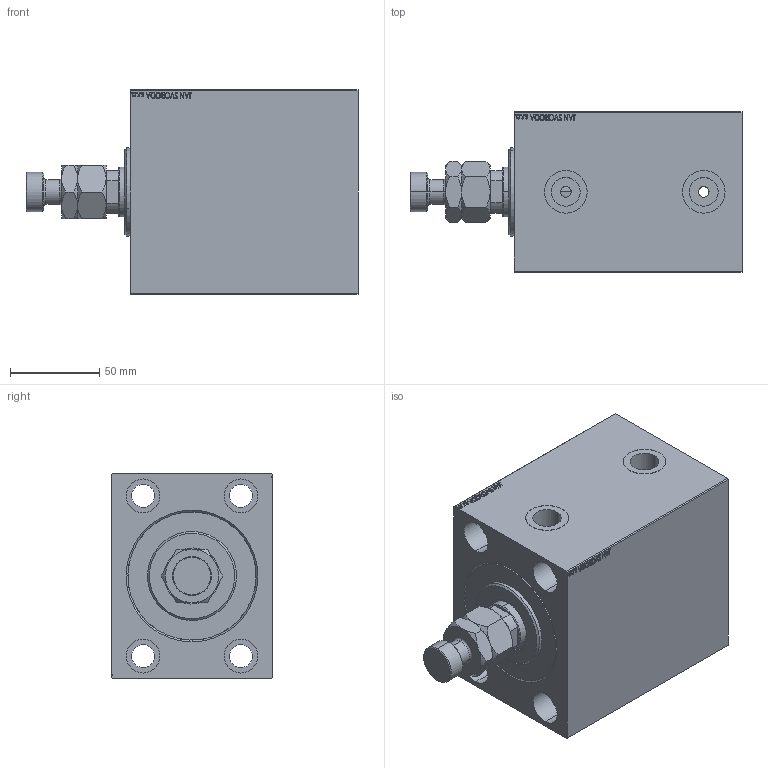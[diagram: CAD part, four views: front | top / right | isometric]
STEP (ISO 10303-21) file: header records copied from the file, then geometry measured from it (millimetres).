
FILE_DESCRIPTION (( 'STEP AP203' ), '1' );
FILE_NAME ('bd0b.STEP', '2022-04-17T05:58:52', ( '' ), ( '' ), 'SwSTEP 2.0', 'SolidWorks 2019', '' );
FILE_SCHEMA (( 'CONFIG_CONTROL_DESIGN' ));
Length unit declared in the file: millimetre
Products named in the file (5): V450CM_C_VCP 951c9e7508168bf4be21b2e5ca98ecbc; V450CM_VC_B 951c9e7508168bf4be21b2e5ca98ecbc; MFA 951c9e7508168bf4be21b2e5ca98ecbc; bd0b; V450CM_C_Body 951c9e7508168bf4be21b2e5ca98ecbc
Assembly tree (4 placements, depth 2):
  bd0b
    V450CM_C_Body 951c9e7508168bf4be21b2e5ca98ecbc
    V450CM_C_VCP 951c9e7508168bf4be21b2e5ca98ecbc
    V450CM_VC_B 951c9e7508168bf4be21b2e5ca98ecbc
    MFA 951c9e7508168bf4be21b2e5ca98ecbc
Bounding box: 186.5 x 90 x 115 mm (x, y, z)
Volume: 1130541.7 mm3; surface area: 149604.1 mm2
Topology: 4 solids, 4 shells, 931 faces, 2352 edges, 1547 vertices
Faces by surface type: plane 429, bspline 380, cylinder 76, cone 42, torus 4
Entity records: 46193 total; most frequent: CARTESIAN_POINT 25807, ORIENTED_EDGE 4700, DIRECTION 2840, EDGE_CURVE 2350, VERTEX_POINT 1547, LINE 1336, VECTOR 1336, EDGE_LOOP 1067
